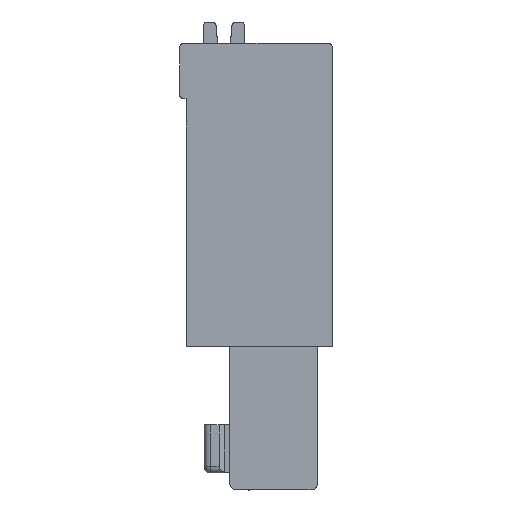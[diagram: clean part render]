
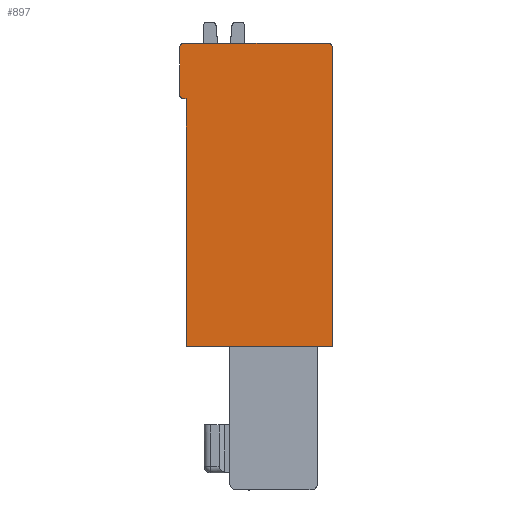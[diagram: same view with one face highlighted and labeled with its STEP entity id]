
A CAD part, left-side view. The second image highlights one B-rep face of the part: STEP entity #897.
In plain terms, the highlighted planar face has unit normal (-1, 0, 0).
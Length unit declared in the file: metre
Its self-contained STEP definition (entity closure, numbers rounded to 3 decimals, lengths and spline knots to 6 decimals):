
#897=ADVANCED_FACE('',(#2073),#2074,.F.);
#2073=FACE_OUTER_BOUND('',#3534,.T.);
#2074=PLANE('',#3535);
#3534=EDGE_LOOP('',(#6196,#6197,#6198,#6199,#6200,#6201,#6202,#6203,#6204));
#3535=AXIS2_PLACEMENT_3D('',#6205,#6206,#6207);
#6196=ORIENTED_EDGE('',*,*,#8755,.F.);
#6197=ORIENTED_EDGE('',*,*,#9459,.F.);
#6198=ORIENTED_EDGE('',*,*,#9438,.F.);
#6199=ORIENTED_EDGE('',*,*,#8745,.F.);
#6200=ORIENTED_EDGE('',*,*,#9454,.F.);
#6201=ORIENTED_EDGE('',*,*,#9460,.F.);
#6202=ORIENTED_EDGE('',*,*,#9204,.F.);
#6203=ORIENTED_EDGE('',*,*,#9461,.F.);
#6204=ORIENTED_EDGE('',*,*,#9087,.F.);
#6205=CARTESIAN_POINT('',(0.,-0.0001,-0.000201));
#6206=DIRECTION('',(1.0,0.,0.));
#6207=DIRECTION('',(0.,0.,1.0));
#8745=EDGE_CURVE('',#10547,#10542,#10549,.T.);
#8755=EDGE_CURVE('',#10565,#10560,#10567,.T.);
#9087=EDGE_CURVE('',#10560,#11116,#11117,.T.);
#9204=EDGE_CURVE('',#11306,#11276,#11308,.T.);
#9438=EDGE_CURVE('',#10542,#11650,#11652,.T.);
#9454=EDGE_CURVE('',#11672,#10547,#11674,.T.);
#9459=EDGE_CURVE('',#11650,#10565,#11679,.T.);
#9460=EDGE_CURVE('',#11276,#11672,#11680,.T.);
#9461=EDGE_CURVE('',#11116,#11306,#11681,.T.);
#10542=VERTEX_POINT('',#13111);
#10547=VERTEX_POINT('',#13118);
#10549=LINE('',#13121,#13122);
#10560=VERTEX_POINT('',#13137);
#10565=VERTEX_POINT('',#13143);
#10567=CIRCLE('',#13146,0.0002);
#11116=VERTEX_POINT('',#13963);
#11117=LINE('',#13964,#13965);
#11276=VERTEX_POINT('',#14213);
#11306=VERTEX_POINT('',#14259);
#11308=LINE('',#14262,#14263);
#11650=VERTEX_POINT('',#14825);
#11652=CIRCLE('',#14828,0.0002);
#11672=VERTEX_POINT('',#14857);
#11674=CIRCLE('',#14860,0.0002);
#11679=LINE('',#14866,#14867);
#11680=LINE('',#14868,#14869);
#11681=LINE('',#14870,#14871);
#13111=CARTESIAN_POINT('',(0.,0.00695,-0.0002));
#13118=CARTESIAN_POINT('',(0.,0.00695,-0.002399));
#13121=CARTESIAN_POINT('',(0.,0.00695,-0.0002));
#13122=VECTOR('',#16431,1.0);
#13137=CARTESIAN_POINT('',(0.,-0.0002,-0.0002));
#13143=CARTESIAN_POINT('',(0.0,0.,0.0));
#13146=AXIS2_PLACEMENT_3D('',#16441,#16442,#16443);
#13963=CARTESIAN_POINT('',(0.,-0.0002,-0.0142));
#13964=CARTESIAN_POINT('',(0.,-0.0002,-0.0142));
#13965=VECTOR('',#16813,1.0);
#14213=CARTESIAN_POINT('',(0.,0.00665,-0.002599));
#14259=CARTESIAN_POINT('',(0.,0.00665,-0.0142));
#14262=CARTESIAN_POINT('',(0.,0.00665,-0.0026));
#14263=VECTOR('',#16936,1.0);
#14825=CARTESIAN_POINT('',(0.,0.00675,0.));
#14828=AXIS2_PLACEMENT_3D('',#17157,#17158,#17159);
#14857=CARTESIAN_POINT('',(0.,0.00675,-0.002599));
#14860=AXIS2_PLACEMENT_3D('',#17170,#17171,#17172);
#14866=CARTESIAN_POINT('',(0.0,-0.0001,0.0));
#14867=VECTOR('',#17177,1.0);
#14868=CARTESIAN_POINT('',(0.,0.00675,-0.002599));
#14869=VECTOR('',#17178,1.0);
#14870=CARTESIAN_POINT('',(0.,0.000425,-0.0142));
#14871=VECTOR('',#17179,1.0);
#16431=DIRECTION('',(0.,0.,1.0));
#16441=CARTESIAN_POINT('',(0.,0.,-0.0002));
#16442=DIRECTION('',(1.0,0.,0.));
#16443=DIRECTION('',(0.,0.707,-0.707));
#16813=DIRECTION('',(0.,0.,-1.0));
#16936=DIRECTION('',(0.,0.,1.0));
#17157=CARTESIAN_POINT('',(0.,0.00675,-0.0002));
#17158=DIRECTION('',(1.0,0.,0.));
#17159=DIRECTION('',(0.,-0.707,-0.707));
#17170=CARTESIAN_POINT('',(0.,0.00675,-0.002399));
#17171=DIRECTION('',(1.0,0.,0.));
#17172=DIRECTION('',(0.,-0.707,0.707));
#17177=DIRECTION('',(0.,-1.0,0.));
#17178=DIRECTION('',(0.,1.0,0.));
#17179=DIRECTION('',(0.,1.0,0.));
